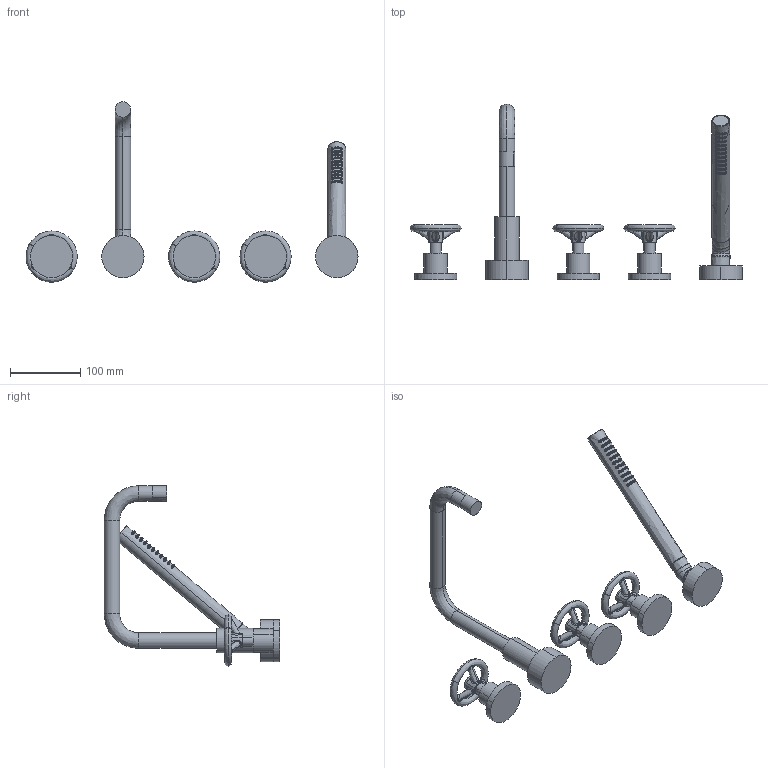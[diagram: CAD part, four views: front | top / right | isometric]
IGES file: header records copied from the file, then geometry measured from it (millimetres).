
Start section:  PTC IGES file: 3-2957.igs
Global section: file name: 3-2957.igs; native system: Creo Parametric by PTC Inc.; preprocessor: 2018400; author: jinson.thomas; organization: Unknown; date: 20210322.140244; units: inch
Bounding box: 473.07 x 250.23 x 257.18 mm (x, y, z)
Volume: 728238.9 mm3; surface area: 140114.5 mm2
Topology: 5 solids, 5 shells, 930 faces, 2055 edges, 1229 vertices
Faces by surface type: bspline 626, revolution 304
